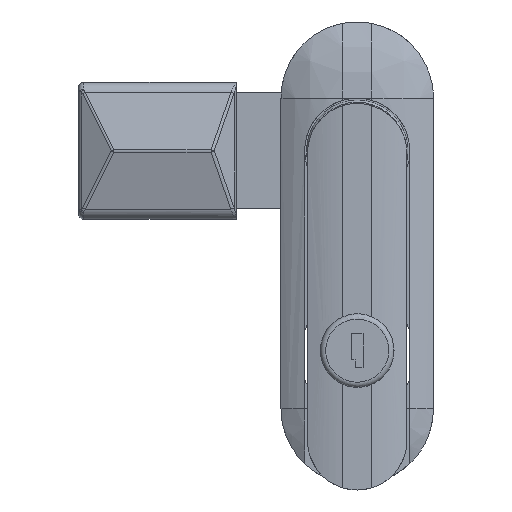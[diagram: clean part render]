
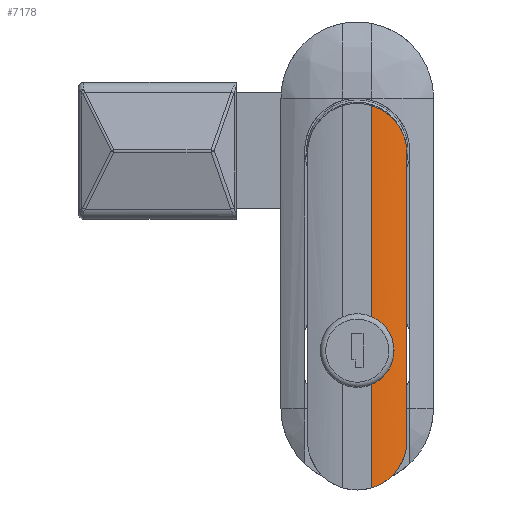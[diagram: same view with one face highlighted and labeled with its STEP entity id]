
A CAD part, front view. The second image highlights one B-rep face of the part: STEP entity #7178.
In plain terms, the highlighted cylindrical face has radius 30 mm (diameter 60 mm), a partial arc.
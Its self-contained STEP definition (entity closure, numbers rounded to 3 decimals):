
#1044=FACE_OUTER_BOUND('',#1495,.T.);
#1495=EDGE_LOOP('',(#5731,#5732,#5733,#5734,#5735,#5736));
#2054=LINE('',#11960,#2597);
#2055=LINE('',#11972,#2598);
#2056=LINE('',#11973,#2599);
#2597=VECTOR('',#9223,19.654);
#2598=VECTOR('',#9224,54.6);
#2599=VECTOR('',#9225,40.154);
#2914=B_SPLINE_CURVE_WITH_KNOTS('',3,(#11898,#11899,#11900,#11901,#11902,
#11903,#11904,#11905,#11906,#11907),.UNSPECIFIED.,.F.,.F.,(4,2,2,2,4),(-1.166,
-1.077,-0.718,-0.359,0.),
 .UNSPECIFIED.);
#2915=B_SPLINE_CURVE_WITH_KNOTS('',3,(#11924,#11925,#11926,#11927,#11928,
#11929,#11930,#11931,#11932,#11933,#11934,#11935,#11936,#11937,#11938),
 .UNSPECIFIED.,.F.,.F.,(4,2,2,3,2,2,4),(-0.788,-0.53,
-0.265,0.,0.265,0.53,0.788),
 .UNSPECIFIED.);
#2917=B_SPLINE_CURVE_WITH_KNOTS('',3,(#11962,#11963,#11964,#11965,#11966,
#11967,#11968,#11969,#11970,#11971),.UNSPECIFIED.,.F.,.F.,(4,2,2,2,4),(0.,
0.359,0.718,1.077,1.166),
 .UNSPECIFIED.);
#3309=VERTEX_POINT('',#11895);
#3310=VERTEX_POINT('',#11897);
#3317=VERTEX_POINT('',#11922);
#3318=VERTEX_POINT('',#11923);
#3321=VERTEX_POINT('',#11959);
#3322=VERTEX_POINT('',#11961);
#4164=EDGE_CURVE('',#3309,#3310,#2914,.T.);
#4172=EDGE_CURVE('',#3317,#3318,#2915,.T.);
#4176=EDGE_CURVE('',#3318,#3321,#2054,.T.);
#4177=EDGE_CURVE('',#3322,#3321,#2917,.T.);
#4178=EDGE_CURVE('',#3322,#3310,#2055,.T.);
#4179=EDGE_CURVE('',#3309,#3317,#2056,.T.);
#5731=ORIENTED_EDGE('',*,*,#4172,.T.);
#5732=ORIENTED_EDGE('',*,*,#4176,.T.);
#5733=ORIENTED_EDGE('',*,*,#4177,.F.);
#5734=ORIENTED_EDGE('',*,*,#4178,.T.);
#5735=ORIENTED_EDGE('',*,*,#4164,.F.);
#5736=ORIENTED_EDGE('',*,*,#4179,.T.);
#6930=CYLINDRICAL_SURFACE('',#7800,30.);
#7178=ADVANCED_FACE('',(#1044),#6930,.T.);
#7800=AXIS2_PLACEMENT_3D('',#11958,#9221,#9222);
#9221=DIRECTION('center_axis',(0.,-1.,0.));
#9222=DIRECTION('ref_axis',(0.105,0.,0.994));
#9223=DIRECTION('',(0.,-1.,0.));
#9224=DIRECTION('',(0.,1.,0.));
#9225=DIRECTION('',(0.,-1.,0.));
#11895=CARTESIAN_POINT('',(2.75,36.341,1.5));
#11897=CARTESIAN_POINT('',(9.45,27.3,0.));
#11898=CARTESIAN_POINT('Ctrl Pts',(2.75,36.341,1.5));
#11899=CARTESIAN_POINT('Ctrl Pts',(3.048,36.25,1.468));
#11900=CARTESIAN_POINT('Ctrl Pts',(3.343,36.145,1.433));
#11901=CARTESIAN_POINT('Ctrl Pts',(4.794,35.54,1.235));
#11902=CARTESIAN_POINT('Ctrl Pts',(5.851,34.814,1.019));
#11903=CARTESIAN_POINT('Ctrl Pts',(7.518,33.145,0.613));
#11904=CARTESIAN_POINT('Ctrl Pts',(8.243,32.089,0.396));
#11905=CARTESIAN_POINT('Ctrl Pts',(9.209,29.765,0.087));
#11906=CARTESIAN_POINT('Ctrl Pts',(9.45,28.496,0.));
#11907=CARTESIAN_POINT('Ctrl Pts',(9.45,27.3,0.));
#11922=CARTESIAN_POINT('',(2.75,-3.813,1.5));
#11923=CARTESIAN_POINT('',(2.75,-16.687,1.5));
#11924=CARTESIAN_POINT('Ctrl Pts',(2.75,-3.813,1.5));
#11925=CARTESIAN_POINT('Ctrl Pts',(3.586,-4.17,1.411));
#11926=CARTESIAN_POINT('Ctrl Pts',(4.346,-4.697,1.294));
#11927=CARTESIAN_POINT('Ctrl Pts',(5.569,-5.92,1.072));
#11928=CARTESIAN_POINT('Ctrl Pts',(6.107,-6.704,0.953));
#11929=CARTESIAN_POINT('Ctrl Pts',(6.823,-8.428,0.784));
#11930=CARTESIAN_POINT('Ctrl Pts',(7.,-9.367,0.737));
#11931=CARTESIAN_POINT('Ctrl Pts',(7.,-10.25,0.737));
#11932=CARTESIAN_POINT('Ctrl Pts',(7.,-11.133,0.737));
#11933=CARTESIAN_POINT('Ctrl Pts',(6.823,-12.072,0.784));
#11934=CARTESIAN_POINT('Ctrl Pts',(6.108,-13.794,0.952));
#11935=CARTESIAN_POINT('Ctrl Pts',(5.57,-14.579,1.071));
#11936=CARTESIAN_POINT('Ctrl Pts',(4.347,-15.802,1.294));
#11937=CARTESIAN_POINT('Ctrl Pts',(3.587,-16.33,1.411));
#11938=CARTESIAN_POINT('Ctrl Pts',(2.75,-16.687,1.5));
#11958=CARTESIAN_POINT('Origin',(-0.411,36.75,-28.333));
#11959=CARTESIAN_POINT('',(2.75,-36.341,1.5));
#11960=CARTESIAN_POINT('',(2.75,36.75,1.5));
#11961=CARTESIAN_POINT('',(9.45,-27.3,0.));
#11962=CARTESIAN_POINT('Ctrl Pts',(9.45,-27.3,0.));
#11963=CARTESIAN_POINT('Ctrl Pts',(9.45,-28.496,0.));
#11964=CARTESIAN_POINT('Ctrl Pts',(9.209,-29.765,0.087));
#11965=CARTESIAN_POINT('Ctrl Pts',(8.243,-32.089,0.396));
#11966=CARTESIAN_POINT('Ctrl Pts',(7.518,-33.145,0.613));
#11967=CARTESIAN_POINT('Ctrl Pts',(5.851,-34.814,1.019));
#11968=CARTESIAN_POINT('Ctrl Pts',(4.794,-35.54,1.235));
#11969=CARTESIAN_POINT('Ctrl Pts',(3.343,-36.145,1.433));
#11970=CARTESIAN_POINT('Ctrl Pts',(3.048,-36.25,1.468));
#11971=CARTESIAN_POINT('Ctrl Pts',(2.75,-36.341,1.5));
#11972=CARTESIAN_POINT('',(9.45,-27.3,0.));
#11973=CARTESIAN_POINT('',(2.75,36.75,1.5));
